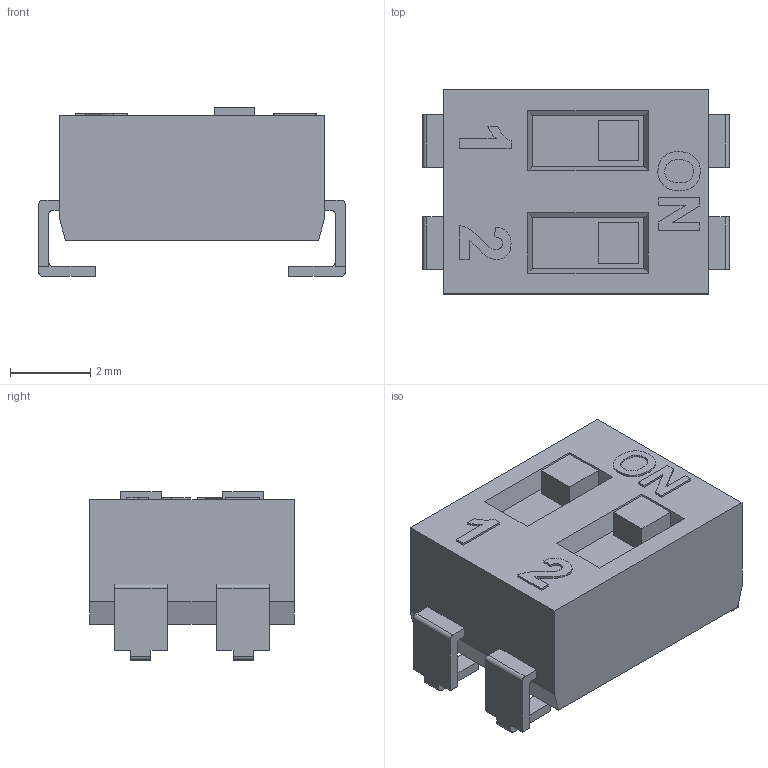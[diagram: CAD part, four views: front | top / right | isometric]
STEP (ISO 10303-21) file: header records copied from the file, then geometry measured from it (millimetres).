
FILE_DESCRIPTION(('FreeCAD Model'),'2;1');
FILE_NAME('dip_sw_smd.step','2016-04-25T20:43:09',('Author' ),(''),'Open CASCADE STEP processor 6.8','FreeCAD','Unknown');
FILE_SCHEMA(('AUTOMOTIVE_DESIGN_CC2 { 1 2 10303 214 -1 1 5 4 }'));
Length unit declared in the file: millimetre
Products named in the file (2): ASSEMBLY; dip_sw_smd
Assembly tree (1 placements, depth 2):
  ASSEMBLY
    dip_sw_smd
Bounding box: 7.62 x 5.08 x 4.2 mm (x, y, z)
Volume: 104.2 mm3; surface area: 182.9 mm2
Topology: 1 solids, 1 shells, 141 faces, 378 edges, 252 vertices
Faces by surface type: plane 104, bspline 21, cylinder 16
Entity records: 14247 total; most frequent: CARTESIAN_POINT 5990, DIRECTION 1204, LINE 880, VECTOR 880, ORIENTED_EDGE 756, PCURVE 756, DEFINITIONAL_REPRESENTATION 756, EDGE_CURVE 378
